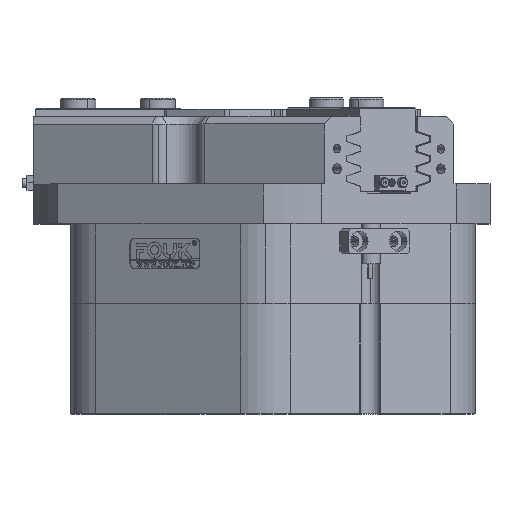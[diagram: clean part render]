
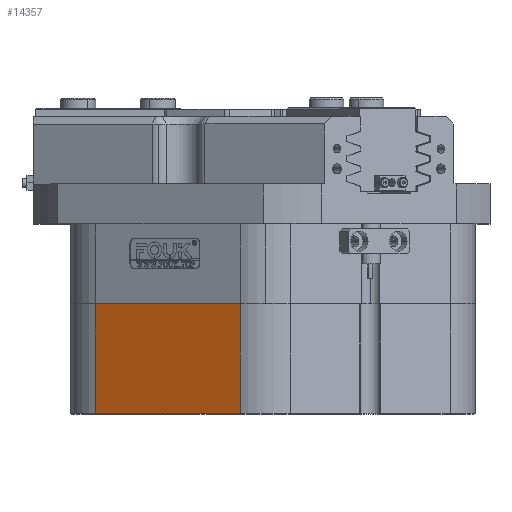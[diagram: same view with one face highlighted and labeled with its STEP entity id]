
A CAD part, top view. The second image highlights one B-rep face of the part: STEP entity #14357.
In plain terms, the highlighted face is planar.
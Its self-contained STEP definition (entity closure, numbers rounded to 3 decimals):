
#306 = VECTOR ( 'NONE', #40951, 1000. ) ;
#804 = LINE ( 'NONE', #8264, #306 ) ;
#1222 = EDGE_CURVE ( 'NONE', #14273, #10360, #30226, .T. ) ;
#1523 = CARTESIAN_POINT ( 'NONE',  ( 164., 0., 0. ) ) ;
#2286 = CARTESIAN_POINT ( 'NONE',  ( 12., 0., -87.757 ) ) ;
#2406 = EDGE_LOOP ( 'NONE', ( #37555, #39795, #34627, #33442 ) ) ;
#4501 = DIRECTION ( 'NONE',  ( -0.866, 0., -0.5 ) ) ;
#5079 = PLANE ( 'NONE',  #20550 ) ;
#5878 = VERTEX_POINT ( 'NONE', #16654 ) ;
#8264 = CARTESIAN_POINT ( 'NONE',  ( 164., 44., 0. ) ) ;
#8945 = EDGE_CURVE ( 'NONE', #37743, #5878, #14681, .T. ) ;
#10360 = VERTEX_POINT ( 'NONE', #33689 ) ;
#10795 = CARTESIAN_POINT ( 'NONE',  ( 70., 0., -54.271 ) ) ;
#12369 = VECTOR ( 'NONE', #30728, 1000. ) ;
#13349 = EDGE_CURVE ( 'NONE', #10360, #37743, #36018, .T. ) ;
#14273 = VERTEX_POINT ( 'NONE', #21220 ) ;
#14357 = ADVANCED_FACE ( 'NONE', ( #38521 ), #5079, .T. ) ;
#14370 = CARTESIAN_POINT ( 'NONE',  ( 41., 0., -71.014 ) ) ;
#14681 = LINE ( 'NONE', #2286, #29527 ) ;
#16654 = CARTESIAN_POINT ( 'NONE',  ( 12., 44., -87.757 ) ) ;
#20448 = CARTESIAN_POINT ( 'NONE',  ( 12., 0., -87.757 ) ) ;
#20550 = AXIS2_PLACEMENT_3D ( 'NONE', #1523, #34345, #21087 ) ;
#21087 = DIRECTION ( 'NONE',  ( -0.866, 0., -0.5 ) ) ;
#21211 = VECTOR ( 'NONE', #4501, 1000. ) ;
#21220 = CARTESIAN_POINT ( 'NONE',  ( 70., 44., -54.271 ) ) ;
#21980 = DIRECTION ( 'NONE',  ( 0., 1., 0. ) ) ;
#29527 = VECTOR ( 'NONE', #21980, 1000. ) ;
#30226 = LINE ( 'NONE', #10795, #12369 ) ;
#30728 = DIRECTION ( 'NONE',  ( 0., -1., 0. ) ) ;
#33442 = ORIENTED_EDGE ( 'NONE', *, *, #8945, .T. ) ;
#33689 = CARTESIAN_POINT ( 'NONE',  ( 70., 0., -54.271 ) ) ;
#34345 = DIRECTION ( 'NONE',  ( 0.5, 0., -0.866 ) ) ;
#34627 = ORIENTED_EDGE ( 'NONE', *, *, #13349, .T. ) ;
#36018 = LINE ( 'NONE', #14370, #21211 ) ;
#37555 = ORIENTED_EDGE ( 'NONE', *, *, #42366, .F. ) ;
#37743 = VERTEX_POINT ( 'NONE', #20448 ) ;
#38521 = FACE_OUTER_BOUND ( 'NONE', #2406, .T. ) ;
#39795 = ORIENTED_EDGE ( 'NONE', *, *, #1222, .T. ) ;
#40951 = DIRECTION ( 'NONE',  ( -0.866, 0., -0.5 ) ) ;
#42366 = EDGE_CURVE ( 'NONE', #14273, #5878, #804, .T. ) ;
